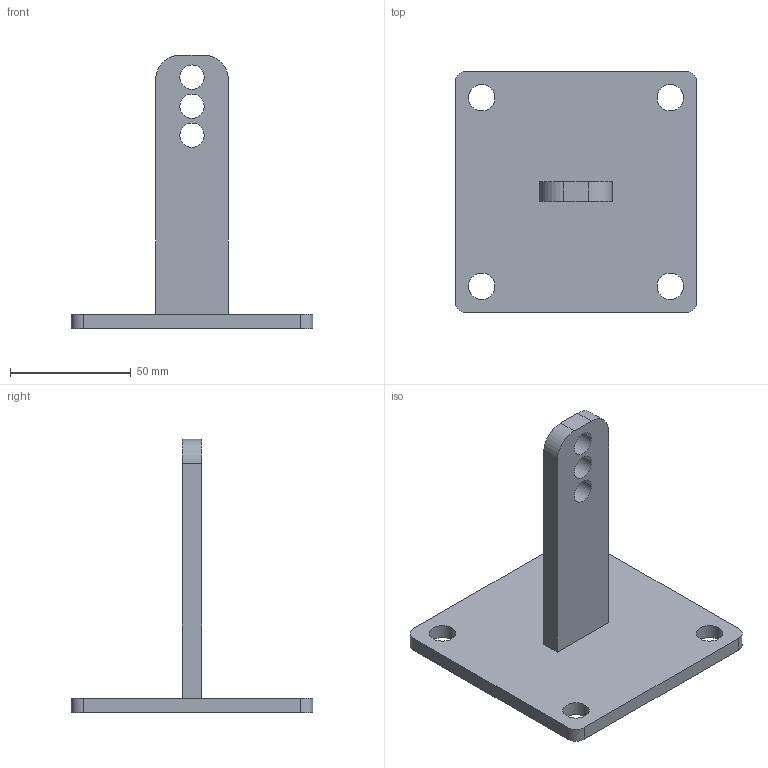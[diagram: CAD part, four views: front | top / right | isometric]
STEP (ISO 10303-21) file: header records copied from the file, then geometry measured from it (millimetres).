
FILE_DESCRIPTION (( 'STEP AP214' ), '1' );
FILE_NAME ('32063_Beschlag_für_Torpfosten.STEP', '2016-10-18T05:25:43', ( 'admin' ), ( '' ), 'SwSTEP 2.0', 'SolidWorks 2016', '' );
FILE_SCHEMA (( 'AUTOMOTIVE_DESIGN' ));
Length unit declared in the file: millimetre
Products named in the file (3): 90161_Flach_Beschlag_f黵_Torpfosten; 90162_Grundplatte_Beschlag_f黵_Torpfosten; 32063_Beschlag_f黵_Torpfosten
Assembly tree (2 placements, depth 2):
  32063_Beschlag_f黵_Torpfosten
    90162_Grundplatte_Beschlag_f黵_Torpfosten
    90161_Flach_Beschlag_f黵_Torpfosten
Bounding box: 100 x 100 x 113 mm (x, y, z)
Volume: 80802.1 mm3; surface area: 31470.9 mm2
Topology: 2 solids, 2 shells, 36 faces, 96 edges, 64 vertices
Faces by surface type: cylinder 20, plane 16
Entity records: 1436 total; most frequent: DIRECTION 218, CARTESIAN_POINT 201, ORIENTED_EDGE 192, EDGE_CURVE 96, AXIS2_PLACEMENT_3D 81, VERTEX_POINT 64, LINE 56, VECTOR 56
